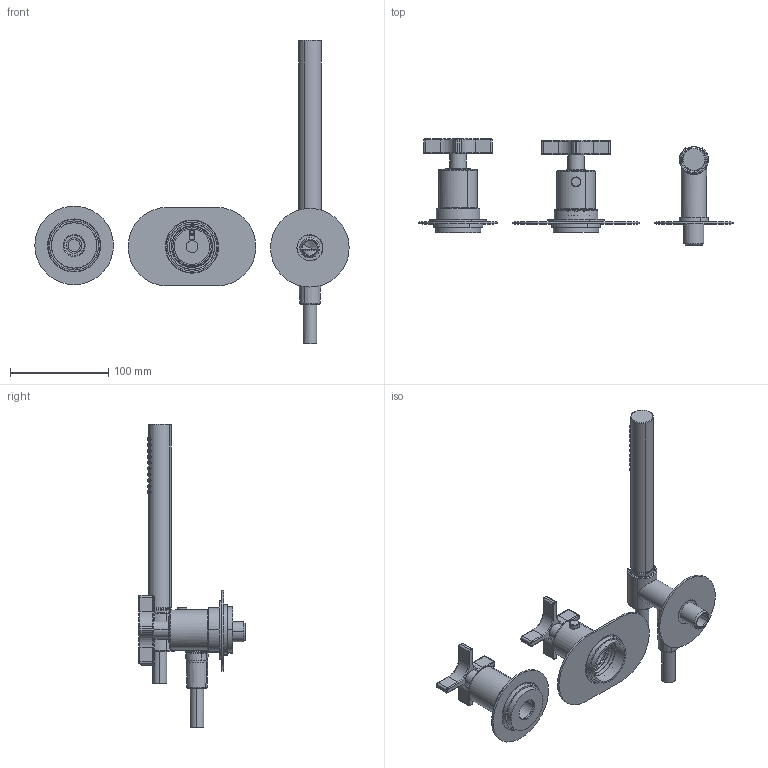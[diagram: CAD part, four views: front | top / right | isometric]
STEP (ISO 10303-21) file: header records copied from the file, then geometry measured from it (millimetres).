
FILE_DESCRIPTION(('CATIA V5 STEP Exchange','CAx-IF Rec.Pracs.--- Model Styling and Organization---1.5--- 2016-08-15','CAx-IF Rec.Pracs.---Supplemental Geometry---1.0---2011-11-01','CAx-IF Rec.Pracs.--- Composite Materials ---3.4---2017-06-13','CAx-IF Rec.Pracs.---Tessellated 3D Geometry---1.0---2015-12-17'),'2;1');
FILE_NAME('GS019641.stp','2023-02-03T14:38:56+00:00',('none'),('none'),'CATIA Version 5-6 Release 2020 SP2','CATIA V5 STEP AP242 v2','none');
FILE_SCHEMA(('AP242_MANAGED_MODEL_BASED_3D_ENGINEERING_MIM_LF {1 0 10303 442 1 1 4}'));
Length unit declared in the file: millimetre
Products named in the file (1): PR.0500.00_AllCATPart
Bounding box: 319.99 x 108.05 x 308.57 mm (x, y, z)
Volume: 285557.7 mm3; surface area: 145703.7 mm2
Topology: 25 solids, 25 shells, 809 faces, 1832 edges, 1178 vertices
Faces by surface type: cylinder 505, plane 140, torus 85, cone 75, sphere 4
Entity records: 25339 total; most frequent: CARTESIAN_POINT 8840, ORIENTED_EDGE 3652, DIRECTION 2334, EDGE_CURVE 1826, AXIS2_PLACEMENT_3D 1203, VERTEX_POINT 1178, EDGE_LOOP 962, ADVANCED_FACE 809
